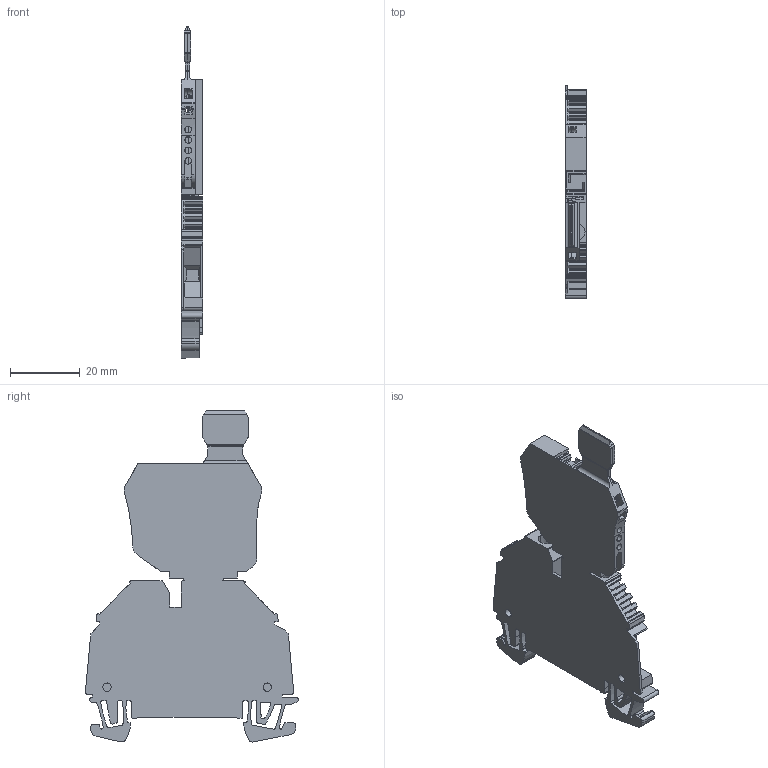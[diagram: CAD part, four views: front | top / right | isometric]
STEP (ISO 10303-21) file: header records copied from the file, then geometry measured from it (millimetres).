
FILE_DESCRIPTION(('CATIA V5R24 STEP','CAx-IF Rec.Pracs.--- Model Styling and Organization---1.2---2011-12-15'),'2;1');
FILE_NAME ('5883616_2', '2016-12-16T13:48:45+00:00', ('Weidmueller Interface'), ('Weidmueller'), 'CATIA Version 5-6 Release 2014 SP4 HF52', 'CATIA V5 STEP AP214', 'none');
FILE_SCHEMA(('AUTOMOTIVE_DESIGN { 1 0 10303 214 1 1 1 1 }'));
Length unit declared in the file: millimetre
Products named in the file (1): v5-standard_part
Bounding box: 6.1 x 61.2 x 95.33 mm (x, y, z)
Volume: 13969.1 mm3; surface area: 13693.6 mm2
Topology: 1 solids, 12 shells, 1435 faces, 4121 edges, 2702 vertices
Faces by surface type: plane 777, cylinder 555, bspline 45, cone 42, extrusion 8, revolution 8
Entity records: 46953 total; most frequent: CARTESIAN_POINT 10888, ORIENTED_EDGE 8226, DIRECTION 6190, EDGE_CURVE 4113, VECTOR 2743, LINE 2735, VERTEX_POINT 2702, AXIS2_PLACEMENT_3D 2260
